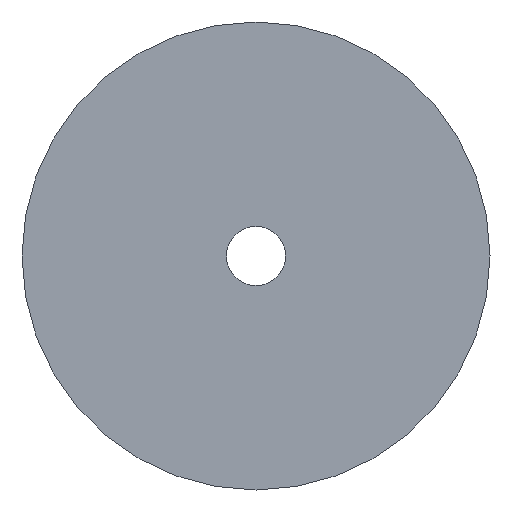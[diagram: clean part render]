
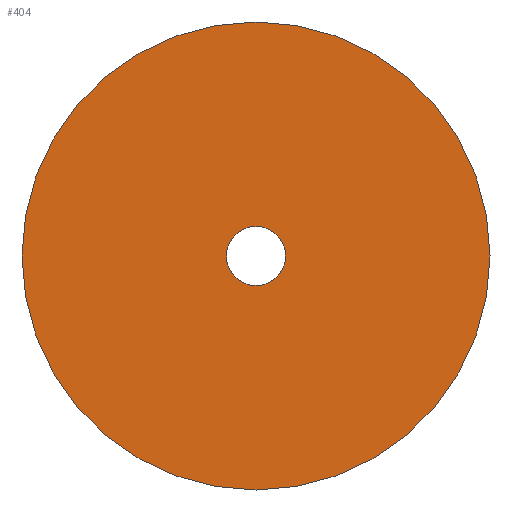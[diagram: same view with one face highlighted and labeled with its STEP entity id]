
A CAD part, front view. The second image highlights one B-rep face of the part: STEP entity #404.
In plain terms, the highlighted planar face has unit normal (0, -1, 0).
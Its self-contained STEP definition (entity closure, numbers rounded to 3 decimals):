
#2 = VERTEX_POINT ( 'NONE', #29 ) ;
#13 = ORIENTED_EDGE ( 'NONE', *, *, #191, .F. ) ;
#18 = DIRECTION ( 'NONE',  ( 0., -1., 0. ) ) ;
#25 = CIRCLE ( 'NONE', #365, 1.6 ) ;
#28 = VERTEX_POINT ( 'NONE', #58 ) ;
#29 = CARTESIAN_POINT ( 'NONE',  ( 0., 0., -1.6 ) ) ;
#38 = DIRECTION ( 'NONE',  ( 0., -1., 0. ) ) ;
#48 = DIRECTION ( 'NONE',  ( 0., 0., 1. ) ) ;
#58 = CARTESIAN_POINT ( 'NONE',  ( 0., 0., 1.6 ) ) ;
#64 = DIRECTION ( 'NONE',  ( 0., 0., -1. ) ) ;
#67 = CARTESIAN_POINT ( 'NONE',  ( 0., 0., 0. ) ) ;
#70 = DIRECTION ( 'NONE',  ( 0., 0., 1. ) ) ;
#99 = ORIENTED_EDGE ( 'NONE', *, *, #114, .F. ) ;
#100 = DIRECTION ( 'NONE',  ( 0., 0., 1. ) ) ;
#107 = DIRECTION ( 'NONE',  ( 0., 1., 0. ) ) ;
#114 = EDGE_CURVE ( 'NONE', #319, #284, #244, .T. ) ;
#119 = CARTESIAN_POINT ( 'NONE',  ( 0., 0., 12.7 ) ) ;
#128 = FACE_BOUND ( 'NONE', #368, .T. ) ;
#142 = CARTESIAN_POINT ( 'NONE',  ( 0., 0., -12.7 ) ) ;
#157 = AXIS2_PLACEMENT_3D ( 'NONE', #200, #170, #100 ) ;
#161 = AXIS2_PLACEMENT_3D ( 'NONE', #326, #38, #64 ) ;
#170 = DIRECTION ( 'NONE',  ( 0., 1., 0. ) ) ;
#176 = EDGE_LOOP ( 'NONE', ( #201, #99 ) ) ;
#179 = CARTESIAN_POINT ( 'NONE',  ( 0., 0., 0. ) ) ;
#181 = DIRECTION ( 'NONE',  ( 0., 0., -1. ) ) ;
#191 = EDGE_CURVE ( 'NONE', #28, #2, #236, .T. ) ;
#200 = CARTESIAN_POINT ( 'NONE',  ( 0., 0., 0. ) ) ;
#201 = ORIENTED_EDGE ( 'NONE', *, *, #370, .F. ) ;
#202 = PLANE ( 'NONE',  #288 ) ;
#214 = CIRCLE ( 'NONE', #264, 12.7 ) ;
#236 = CIRCLE ( 'NONE', #161, 1.6 ) ;
#244 = CIRCLE ( 'NONE', #157, 12.7 ) ;
#251 = DIRECTION ( 'NONE',  ( 0., 1., 0. ) ) ;
#259 = FACE_OUTER_BOUND ( 'NONE', #176, .T. ) ;
#264 = AXIS2_PLACEMENT_3D ( 'NONE', #179, #251, #48 ) ;
#284 = VERTEX_POINT ( 'NONE', #119 ) ;
#288 = AXIS2_PLACEMENT_3D ( 'NONE', #67, #107, #70 ) ;
#319 = VERTEX_POINT ( 'NONE', #142 ) ;
#326 = CARTESIAN_POINT ( 'NONE',  ( 0., 0., 0. ) ) ;
#343 = EDGE_CURVE ( 'NONE', #2, #28, #25, .T. ) ;
#349 = ORIENTED_EDGE ( 'NONE', *, *, #343, .F. ) ;
#365 = AXIS2_PLACEMENT_3D ( 'NONE', #400, #18, #181 ) ;
#368 = EDGE_LOOP ( 'NONE', ( #349, #13 ) ) ;
#370 = EDGE_CURVE ( 'NONE', #284, #319, #214, .T. ) ;
#400 = CARTESIAN_POINT ( 'NONE',  ( 0., 0., 0. ) ) ;
#404 = ADVANCED_FACE ( 'NONE', ( #128, #259 ), #202, .F. ) ;
